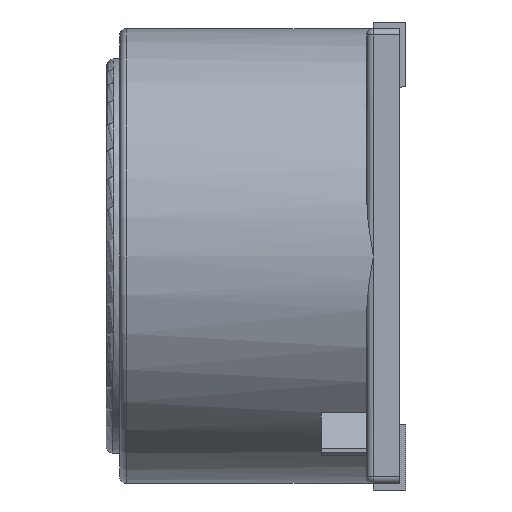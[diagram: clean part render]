
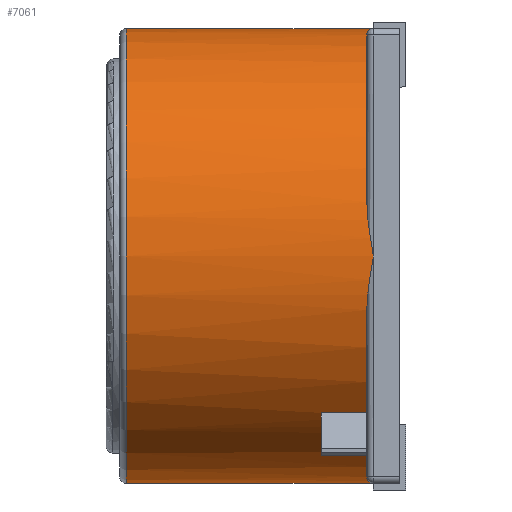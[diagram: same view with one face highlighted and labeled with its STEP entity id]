
A CAD part, left-side view. The second image highlights one B-rep face of the part: STEP entity #7061.
In plain terms, the highlighted cylindrical face has radius 3.5 mm (diameter 7 mm), a partial arc.
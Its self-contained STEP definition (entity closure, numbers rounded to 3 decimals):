
#38 = B_SPLINE_CURVE_WITH_KNOTS ( 'NONE', 3,
 ( #2671, #6377, #2696, #6986, #3320, #7605 ),
 .UNSPECIFIED., .F., .F.,
 ( 4, 2, 4 ),
 ( 0., 0., 0.001 ),
 .UNSPECIFIED. ) ;
#134 = B_SPLINE_CURVE_WITH_KNOTS ( 'NONE', 3,
 ( #1120, #4170, #7835, #5382, #1722, #6001 ),
 .UNSPECIFIED., .F., .F.,
 ( 4, 2, 4 ),
 ( 0., 0., 0.001 ),
 .UNSPECIFIED. ) ;
#177 = CARTESIAN_POINT ( 'NONE',  ( 3.5, 0.5, -3.5 ) ) ;
#272 = VERTEX_POINT ( 'NONE', #2286 ) ;
#464 = CARTESIAN_POINT ( 'NONE',  ( 2.945, 0.485, -0.041 ) ) ;
#484 = CARTESIAN_POINT ( 'NONE',  ( 2.946, 0.485, -6.959 ) ) ;
#578 = EDGE_CURVE ( 'NONE', #3713, #1435, #6382, .T. ) ;
#798 = DIRECTION ( 'NONE',  ( 0., 0., 1. ) ) ;
#864 = LINE ( 'NONE', #6307, #4132 ) ;
#881 = VERTEX_POINT ( 'NONE', #4967 ) ;
#891 = ORIENTED_EDGE ( 'NONE', *, *, #3492, .F. ) ;
#910 = CIRCLE ( 'NONE', #5575, 3.5 ) ;
#940 = CARTESIAN_POINT ( 'NONE',  ( 0.1, 0.5, -4.331 ) ) ;
#985 = VERTEX_POINT ( 'NONE', #3667 ) ;
#1006 = DIRECTION ( 'NONE',  ( 0., 0., -1. ) ) ;
#1015 = DIRECTION ( 'NONE',  ( 0., 1., 0. ) ) ;
#1091 = CARTESIAN_POINT ( 'NONE',  ( 2.669, 0.5, -0.1 ) ) ;
#1111 = EDGE_CURVE ( 'NONE', #5035, #2499, #4962, .T. ) ;
#1120 = CARTESIAN_POINT ( 'NONE',  ( 0.1, 0.5, -2.669 ) ) ;
#1187 = B_SPLINE_CURVE_WITH_KNOTS ( 'NONE', 3,
 ( #7186, #2890, #4147, #464, #4752, #1091 ),
 .UNSPECIFIED., .F., .F.,
 ( 4, 2, 4 ),
 ( 0., 0., 0.001 ),
 .UNSPECIFIED. ) ;
#1221 = ORIENTED_EDGE ( 'NONE', *, *, #5645, .T. ) ;
#1224 = CARTESIAN_POINT ( 'NONE',  ( 1.297, 0.5, -6.22 ) ) ;
#1336 = EDGE_CURVE ( 'NONE', #2467, #985, #1187, .T. ) ;
#1435 = VERTEX_POINT ( 'NONE', #3055 ) ;
#1440 = CARTESIAN_POINT ( 'NONE',  ( 0.966, 1.2, -5.914 ) ) ;
#1455 = VECTOR ( 'NONE', #3019, 1000. ) ;
#1472 = DIRECTION ( 'NONE',  ( 0., -1., 0. ) ) ;
#1497 = CARTESIAN_POINT ( 'NONE',  ( 1.297, 1.2, -6.22 ) ) ;
#1600 = EDGE_CURVE ( 'NONE', #272, #2467, #3079, .T. ) ;
#1722 = CARTESIAN_POINT ( 'NONE',  ( 0., 0.424, -3.361 ) ) ;
#1959 = ORIENTED_EDGE ( 'NONE', *, *, #578, .F. ) ;
#2172 = EDGE_CURVE ( 'NONE', #5035, #7204, #864, .T. ) ;
#2262 = CARTESIAN_POINT ( 'NONE',  ( 0., 0.4, -3.5 ) ) ;
#2286 = CARTESIAN_POINT ( 'NONE',  ( 3.5, 4.2, 0. ) ) ;
#2290 = DIRECTION ( 'NONE',  ( 0., -1., 0. ) ) ;
#2330 = CARTESIAN_POINT ( 'NONE',  ( 2.807, 0.5, -6.934 ) ) ;
#2349 = CARTESIAN_POINT ( 'NONE',  ( 0.966, 0.5, -5.914 ) ) ;
#2411 = CARTESIAN_POINT ( 'NONE',  ( 3.5, 4.3, 0. ) ) ;
#2423 = EDGE_CURVE ( 'NONE', #4438, #985, #5607, .T. ) ;
#2467 = VERTEX_POINT ( 'NONE', #7544 ) ;
#2499 = VERTEX_POINT ( 'NONE', #1440 ) ;
#2564 = ORIENTED_EDGE ( 'NONE', *, *, #6080, .T. ) ;
#2585 = EDGE_LOOP ( 'NONE', ( #7659, #7072, #1221, #1959, #5827, #4818, #6073, #5001, #2564, #3056, #891, #3719, #4542 ) ) ;
#2592 = CARTESIAN_POINT ( 'NONE',  ( 3.5, 0.5, -3.5 ) ) ;
#2630 = DIRECTION ( 'NONE',  ( 0., -1., 0. ) ) ;
#2671 = CARTESIAN_POINT ( 'NONE',  ( 0., 0.4, -3.5 ) ) ;
#2696 = CARTESIAN_POINT ( 'NONE',  ( 0.008, 0.447, -3.778 ) ) ;
#2780 = DIRECTION ( 'NONE',  ( 0., -1., 0. ) ) ;
#2836 = AXIS2_PLACEMENT_3D ( 'NONE', #5136, #1472, #5752 ) ;
#2890 = CARTESIAN_POINT ( 'NONE',  ( 3.361, 0.423, 0. ) ) ;
#2921 = CIRCLE ( 'NONE', #2836, 3.5 ) ;
#2935 = AXIS2_PLACEMENT_3D ( 'NONE', #2592, #6886, #3211 ) ;
#2967 = LINE ( 'NONE', #5954, #6228 ) ;
#3019 = DIRECTION ( 'NONE',  ( 0., -1., 0. ) ) ;
#3055 = CARTESIAN_POINT ( 'NONE',  ( 3.5, 0.4, -7. ) ) ;
#3056 = ORIENTED_EDGE ( 'NONE', *, *, #4991, .F. ) ;
#3079 = LINE ( 'NONE', #2411, #1455 ) ;
#3163 = CARTESIAN_POINT ( 'NONE',  ( 3.5, 0.5, -3.5 ) ) ;
#3211 = DIRECTION ( 'NONE',  ( 0., 0., 1. ) ) ;
#3289 = CARTESIAN_POINT ( 'NONE',  ( 3.5, 4.3, -3.5 ) ) ;
#3320 = CARTESIAN_POINT ( 'NONE',  ( 0.066, 0.5, -4.194 ) ) ;
#3492 = EDGE_CURVE ( 'NONE', #4438, #5739, #134, .T. ) ;
#3571 = CARTESIAN_POINT ( 'NONE',  ( 3.222, 0.447, -6.992 ) ) ;
#3604 = AXIS2_PLACEMENT_3D ( 'NONE', #3289, #5266, #1006 ) ;
#3667 = CARTESIAN_POINT ( 'NONE',  ( 2.669, 0.5, -0.1 ) ) ;
#3675 = EDGE_CURVE ( 'NONE', #3713, #7204, #5114, .T. ) ;
#3713 = VERTEX_POINT ( 'NONE', #3838 ) ;
#3719 = ORIENTED_EDGE ( 'NONE', *, *, #2423, .T. ) ;
#3796 = DIRECTION ( 'NONE',  ( 0., 0., 1. ) ) ;
#3838 = CARTESIAN_POINT ( 'NONE',  ( 2.669, 0.5, -6.9 ) ) ;
#4076 = AXIS2_PLACEMENT_3D ( 'NONE', #177, #4485, #798 ) ;
#4132 = VECTOR ( 'NONE', #2630, 1000. ) ;
#4147 = CARTESIAN_POINT ( 'NONE',  ( 3.222, 0.447, -0.008 ) ) ;
#4170 = CARTESIAN_POINT ( 'NONE',  ( 0.066, 0.5, -2.807 ) ) ;
#4198 = CARTESIAN_POINT ( 'NONE',  ( 3.5, 0.4, -7. ) ) ;
#4333 = AXIS2_PLACEMENT_3D ( 'NONE', #4676, #1015, #5276 ) ;
#4340 = CYLINDRICAL_SURFACE ( 'NONE', #3604, 3.5 ) ;
#4438 = VERTEX_POINT ( 'NONE', #6934 ) ;
#4485 = DIRECTION ( 'NONE',  ( 0., 1., 0. ) ) ;
#4542 = ORIENTED_EDGE ( 'NONE', *, *, #1336, .F. ) ;
#4593 = VERTEX_POINT ( 'NONE', #940 ) ;
#4625 = CARTESIAN_POINT ( 'NONE',  ( 3.5, 4.3, -7. ) ) ;
#4676 = CARTESIAN_POINT ( 'NONE',  ( 3.5, 1.2, -3.5 ) ) ;
#4752 = CARTESIAN_POINT ( 'NONE',  ( 2.806, 0.5, -0.066 ) ) ;
#4818 = ORIENTED_EDGE ( 'NONE', *, *, #2172, .F. ) ;
#4962 = CIRCLE ( 'NONE', #4333, 3.5 ) ;
#4967 = CARTESIAN_POINT ( 'NONE',  ( 3.5, 4.2, -7. ) ) ;
#4982 = EDGE_CURVE ( 'NONE', #272, #881, #2921, .T. ) ;
#4991 = EDGE_CURVE ( 'NONE', #5739, #4593, #38, .T. ) ;
#5001 = ORIENTED_EDGE ( 'NONE', *, *, #7558, .T. ) ;
#5035 = VERTEX_POINT ( 'NONE', #1497 ) ;
#5114 = CIRCLE ( 'NONE', #2935, 3.5 ) ;
#5136 = CARTESIAN_POINT ( 'NONE',  ( 3.5, 4.2, -3.5 ) ) ;
#5266 = DIRECTION ( 'NONE',  ( 0., -1., 0. ) ) ;
#5276 = DIRECTION ( 'NONE',  ( 0., 0., 1. ) ) ;
#5320 = VECTOR ( 'NONE', #2780, 1000. ) ;
#5382 = CARTESIAN_POINT ( 'NONE',  ( 0.008, 0.447, -3.222 ) ) ;
#5520 = LINE ( 'NONE', #4625, #5320 ) ;
#5575 = AXIS2_PLACEMENT_3D ( 'NONE', #3163, #7456, #3796 ) ;
#5607 = CIRCLE ( 'NONE', #4076, 3.5 ) ;
#5645 = EDGE_CURVE ( 'NONE', #881, #1435, #5520, .T. ) ;
#5739 = VERTEX_POINT ( 'NONE', #2262 ) ;
#5752 = DIRECTION ( 'NONE',  ( 0., 0., 1. ) ) ;
#5827 = ORIENTED_EDGE ( 'NONE', *, *, #3675, .T. ) ;
#5954 = CARTESIAN_POINT ( 'NONE',  ( 0.966, 1.2, -5.914 ) ) ;
#6001 = CARTESIAN_POINT ( 'NONE',  ( 0., 0.4, -3.5 ) ) ;
#6002 = VERTEX_POINT ( 'NONE', #2349 ) ;
#6073 = ORIENTED_EDGE ( 'NONE', *, *, #1111, .T. ) ;
#6080 = EDGE_CURVE ( 'NONE', #6002, #4593, #910, .T. ) ;
#6228 = VECTOR ( 'NONE', #2290, 1000. ) ;
#6307 = CARTESIAN_POINT ( 'NONE',  ( 1.297, 1.2, -6.22 ) ) ;
#6377 = CARTESIAN_POINT ( 'NONE',  ( 0., 0.423, -3.639 ) ) ;
#6382 = B_SPLINE_CURVE_WITH_KNOTS ( 'NONE', 3,
 ( #7237, #2330, #484, #3571, #7858, #4198 ),
 .UNSPECIFIED., .F., .F.,
 ( 4, 2, 4 ),
 ( 0., 0., 0.001 ),
 .UNSPECIFIED. ) ;
#6886 = DIRECTION ( 'NONE',  ( 0., 1., 0. ) ) ;
#6934 = CARTESIAN_POINT ( 'NONE',  ( 0.1, 0.5, -2.669 ) ) ;
#6986 = CARTESIAN_POINT ( 'NONE',  ( 0.041, 0.485, -4.055 ) ) ;
#7061 = ADVANCED_FACE ( 'NONE', ( #7578 ), #4340, .T. ) ;
#7072 = ORIENTED_EDGE ( 'NONE', *, *, #4982, .T. ) ;
#7186 = CARTESIAN_POINT ( 'NONE',  ( 3.5, 0.4, 0. ) ) ;
#7204 = VERTEX_POINT ( 'NONE', #1224 ) ;
#7237 = CARTESIAN_POINT ( 'NONE',  ( 2.669, 0.5, -6.9 ) ) ;
#7456 = DIRECTION ( 'NONE',  ( 0., 1., 0. ) ) ;
#7544 = CARTESIAN_POINT ( 'NONE',  ( 3.5, 0.4, 0. ) ) ;
#7558 = EDGE_CURVE ( 'NONE', #2499, #6002, #2967, .T. ) ;
#7578 = FACE_OUTER_BOUND ( 'NONE', #2585, .T. ) ;
#7605 = CARTESIAN_POINT ( 'NONE',  ( 0.1, 0.5, -4.331 ) ) ;
#7659 = ORIENTED_EDGE ( 'NONE', *, *, #1600, .F. ) ;
#7835 = CARTESIAN_POINT ( 'NONE',  ( 0.041, 0.485, -2.946 ) ) ;
#7858 = CARTESIAN_POINT ( 'NONE',  ( 3.361, 0.424, -7. ) ) ;
